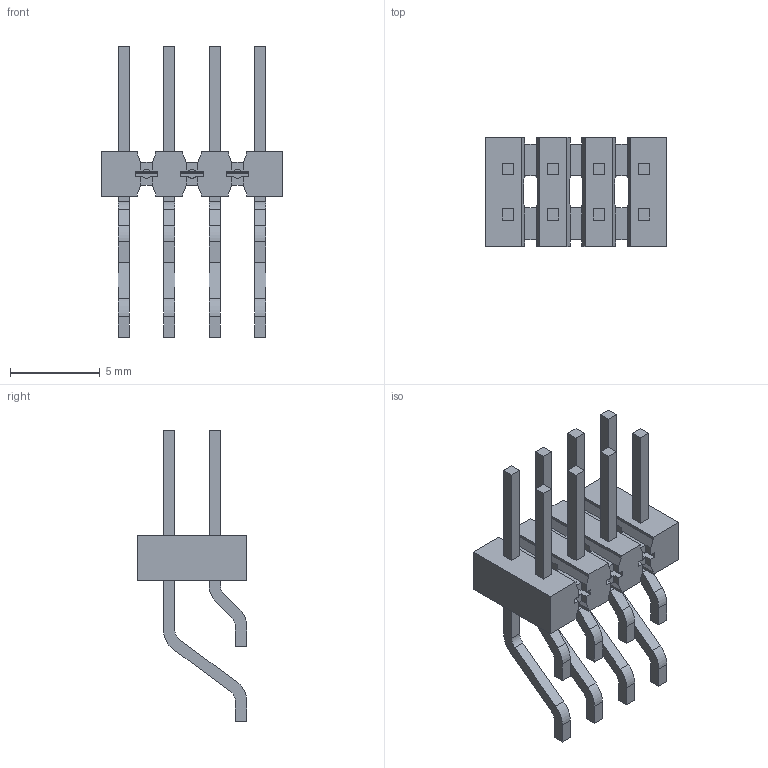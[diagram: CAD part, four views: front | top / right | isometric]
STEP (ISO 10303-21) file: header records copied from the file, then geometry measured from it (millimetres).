
FILE_DESCRIPTION(/* description */ ('STEP AP214'),/* implementation_level */ '2;1');
FILE_NAME(/* name */ 'TSM-104-01-L-DH',/* time_stamp */ '2025-07-05T13:39:06+02:00',/* author */ ('License CC BY-ND 4.0'),/* organization */ ('CADENAS'),/* preprocessor_version */ 'ST-DEVELOPER v19.3',/* originating_system */ 'PARTsolutions',/* authorisation */ ' ');
FILE_SCHEMA (('AUTOMOTIVE_DESIGN {1 0 10303 214 3 1 1}'));
Length unit declared in the file: inch
Products named in the file (4): TSM-104-01-L-DH; TSM-104-01-DH_body; T-1S6-09-L(-01-4-DH); T-1S6-09-L(-01-4-DH)2
Assembly tree (3 placements, depth 2):
  TSM-104-01-L-DH
    TSM-104-01-DH_body
    T-1S6-09-L(-01-4-DH)
    T-1S6-09-L(-01-4-DH)2
Bounding box: 10.16 x 6.1 x 16.26 mm (x, y, z)
Volume: 170.2 mm3; surface area: 702.8 mm2
Topology: 3 solids, 3 shells, 380 faces, 1068 edges, 704 vertices
Faces by surface type: plane 336, cylinder 44
Entity records: 12221 total; most frequent: CARTESIAN_POINT 2156, ORIENTED_EDGE 2136, DIRECTION 1924, EDGE_CURVE 1068, LINE 980, VECTOR 980, VERTEX_POINT 704, AXIS2_PLACEMENT_3D 472
